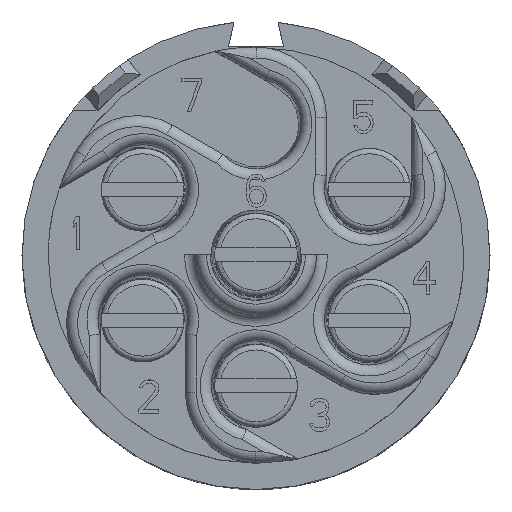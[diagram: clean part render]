
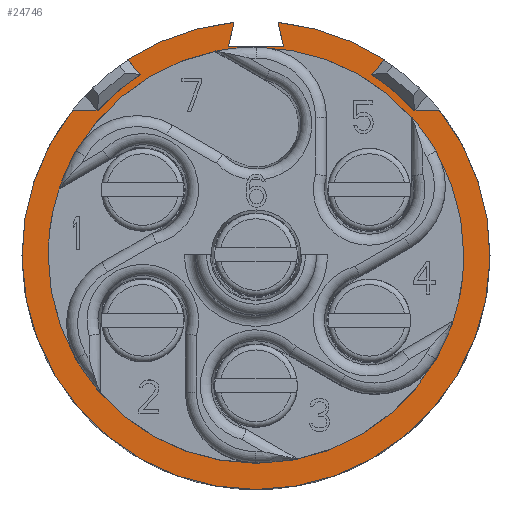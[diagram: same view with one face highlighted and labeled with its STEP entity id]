
A CAD part, top view. The second image highlights one B-rep face of the part: STEP entity #24746.
In plain terms, the highlighted planar face has unit normal (0, 0, 1).
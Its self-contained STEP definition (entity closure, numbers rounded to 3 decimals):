
#2269=CARTESIAN_POINT('',(0.,0.,2.5));
#2270=DIRECTION('',(0.,0.,1.));
#2271=DIRECTION('',(-0.094,0.996,0.));
#2272=AXIS2_PLACEMENT_3D('',#2269,#2270,#2271);
#2287=DIRECTION('',(0.22,0.976,0.));
#2288=VECTOR('',#2287,0.91);
#2289=CARTESIAN_POINT('',(-1.,7.575,2.5));
#2290=LINE('',#2289,#2288);
#2291=DIRECTION('',(-1.,0.,0.));
#2292=VECTOR('',#2291,2.);
#2293=CARTESIAN_POINT('',(1.,7.575,2.5));
#2294=LINE('',#2293,#2292);
#2295=DIRECTION('',(0.22,-0.976,0.));
#2296=VECTOR('',#2295,0.91);
#2297=CARTESIAN_POINT('',(0.8,8.462,2.5));
#2298=LINE('',#2297,#2296);
#2299=DIRECTION('',(0.643,0.766,0.));
#2300=VECTOR('',#2299,0.705);
#2301=CARTESIAN_POINT('',(4.206,6.569,2.5));
#2302=LINE('',#2301,#2300);
#2303=CARTESIAN_POINT('',(0.,0.,2.5));
#2304=DIRECTION('',(0.,0.,-1.));
#2305=DIRECTION('',(0.539,0.842,0.));
#2306=AXIS2_PLACEMENT_3D('',#2303,#2304,#2305);
#2308=DIRECTION('',(-1.,0.,0.));
#2309=VECTOR('',#2308,0.92);
#2310=CARTESIAN_POINT('',(6.659,5.283,2.5));
#2311=LINE('',#2310,#2309);
#2312=DIRECTION('',(-1.,0.,0.));
#2313=VECTOR('',#2312,0.92);
#2314=CARTESIAN_POINT('',(-5.738,5.283,2.5));
#2315=LINE('',#2314,#2313);
#2316=CARTESIAN_POINT('',(0.,0.,2.5));
#2317=DIRECTION('',(0.,0.,-1.));
#2318=DIRECTION('',(-0.736,0.677,0.));
#2319=AXIS2_PLACEMENT_3D('',#2316,#2317,#2318);
#2321=DIRECTION('',(0.643,-0.766,0.));
#2322=VECTOR('',#2321,0.705);
#2323=CARTESIAN_POINT('',(-4.66,7.109,2.5));
#2324=LINE('',#2323,#2322);
#2325=CARTESIAN_POINT('',(0.,0.,2.5));
#2326=DIRECTION('',(0.,0.,1.));
#2327=DIRECTION('',(0.548,0.836,0.));
#2328=AXIS2_PLACEMENT_3D('',#2325,#2326,#2327);
#2355=CARTESIAN_POINT('',(0.,0.,2.5));
#2356=DIRECTION('',(0.,0.,1.));
#2357=DIRECTION('',(-0.783,0.622,0.));
#2358=AXIS2_PLACEMENT_3D('',#2355,#2356,#2357);
#2394=CARTESIAN_POINT('',(0.,0.,2.5));
#2395=DIRECTION('',(0.,0.,-1.));
#2396=DIRECTION('',(-1.,0.,0.));
#2397=AXIS2_PLACEMENT_3D('',#2394,#2395,#2396);
#4217=CARTESIAN_POINT('',(0.,0.,2.5));
#4218=DIRECTION('',(0.,0.,1.));
#4219=DIRECTION('',(-1.,0.,0.));
#4220=AXIS2_PLACEMENT_3D('',#4217,#4218,#4219);
#20376=CARTESIAN_POINT('',(-7.55,0.,2.5));
#20378=VERTEX_POINT('',#20376);
#20380=CARTESIAN_POINT('',(7.55,0.,2.5));
#20382=VERTEX_POINT('',#20380);
#20408=CARTESIAN_POINT('',(0.8,8.462,2.5));
#20410=VERTEX_POINT('',#20408);
#20414=CARTESIAN_POINT('',(-0.8,8.462,2.5));
#20416=VERTEX_POINT('',#20414);
#20420=CARTESIAN_POINT('',(1.,7.575,2.5));
#20421=VERTEX_POINT('',#20420);
#20422=CARTESIAN_POINT('',(-1.,7.575,2.5));
#20423=VERTEX_POINT('',#20422);
#20440=CARTESIAN_POINT('',(-4.66,7.109,2.5));
#20441=VERTEX_POINT('',#20440);
#20442=CARTESIAN_POINT('',(-6.659,5.283,2.5));
#20443=CARTESIAN_POINT('',(6.659,5.283,2.5));
#20444=VERTEX_POINT('',#20442);
#20445=VERTEX_POINT('',#20443);
#20446=CARTESIAN_POINT('',(4.66,7.109,2.5));
#20447=VERTEX_POINT('',#20446);
#20474=CARTESIAN_POINT('',(4.206,6.569,2.5));
#20475=CARTESIAN_POINT('',(5.738,5.283,2.5));
#20476=VERTEX_POINT('',#20474);
#20477=VERTEX_POINT('',#20475);
#20480=CARTESIAN_POINT('',(-4.206,6.569,2.5));
#20481=VERTEX_POINT('',#20480);
#20482=CARTESIAN_POINT('',(-5.738,5.283,2.5));
#20483=VERTEX_POINT('',#20482);
#24715=CARTESIAN_POINT('',(0.,0.,2.5));
#24716=DIRECTION('',(0.,0.,-1.));
#24717=DIRECTION('',(1.,0.,0.));
#24718=AXIS2_PLACEMENT_3D('',#24715,#24716,#24717);
#24719=PLANE('',#24718);
#24720=ORIENTED_EDGE('',*,*,#24706,.F.);
#24721=ORIENTED_EDGE('',*,*,#24344,.F.);
#24722=ORIENTED_EDGE('',*,*,#24366,.F.);
#24723=ORIENTED_EDGE('',*,*,#24387,.F.);
#24725=ORIENTED_EDGE('',*,*,#24724,.F.);
#24727=ORIENTED_EDGE('',*,*,#24726,.F.);
#24728=ORIENTED_EDGE('',*,*,#24444,.T.);
#24730=ORIENTED_EDGE('',*,*,#24729,.F.);
#24732=ORIENTED_EDGE('',*,*,#24731,.F.);
#24734=ORIENTED_EDGE('',*,*,#24733,.F.);
#24735=ORIENTED_EDGE('',*,*,#24436,.T.);
#24737=ORIENTED_EDGE('',*,*,#24736,.F.);
#24738=EDGE_LOOP('',(#24720,#24721,#24722,#24723,#24725,#24727,#24728,#24730,
#24732,#24734,#24735,#24737));
#24739=FACE_OUTER_BOUND('',#24738,.F.);
#24741=ORIENTED_EDGE('',*,*,#24740,.F.);
#24743=ORIENTED_EDGE('',*,*,#24742,.T.);
#24744=EDGE_LOOP('',(#24741,#24743));
#24745=FACE_BOUND('',#24744,.F.);
#2273=CIRCLE('',#2272,8.5);
#2307=CIRCLE('',#2306,7.8);
#2320=CIRCLE('',#2319,7.8);
#2329=CIRCLE('',#2328,8.5);
#2359=CIRCLE('',#2358,8.5);
#2398=CIRCLE('',#2397,7.55);
#4221=CIRCLE('',#4220,7.55);
#24344=EDGE_CURVE('',#20423,#20416,#2290,.T.);
#24366=EDGE_CURVE('',#20421,#20423,#2294,.T.);
#24387=EDGE_CURVE('',#20410,#20421,#2298,.T.);
#24436=EDGE_CURVE('',#20483,#20481,#2320,.T.);
#24444=EDGE_CURVE('',#20476,#20477,#2307,.T.);
#24706=EDGE_CURVE('',#20416,#20441,#2273,.T.);
#24724=EDGE_CURVE('',#20447,#20410,#2329,.T.);
#24726=EDGE_CURVE('',#20476,#20447,#2302,.T.);
#24729=EDGE_CURVE('',#20445,#20477,#2311,.T.);
#24731=EDGE_CURVE('',#20444,#20445,#2359,.T.);
#24733=EDGE_CURVE('',#20483,#20444,#2315,.T.);
#24736=EDGE_CURVE('',#20441,#20481,#2324,.T.);
#24740=EDGE_CURVE('',#20378,#20382,#2398,.T.);
#24742=EDGE_CURVE('',#20378,#20382,#4221,.T.);
#24746=ADVANCED_FACE('',(#24739,#24745),#24719,.F.);
